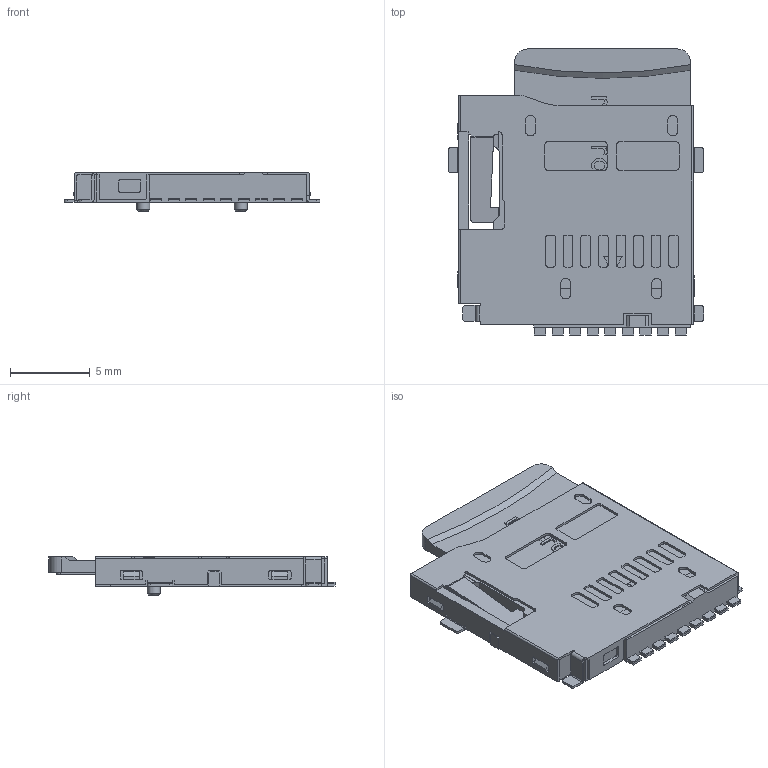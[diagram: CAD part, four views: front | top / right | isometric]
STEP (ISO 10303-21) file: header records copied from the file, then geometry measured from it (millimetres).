
FILE_DESCRIPTION(('FreeCAD Model'),'2;1');
FILE_NAME('Open CASCADE Shape Model','2022-01-17T21:22:22',('Author'),( ''),'Open CASCADE STEP processor 7.5','FreeCAD','Unknown');
FILE_SCHEMA(('AUTOMOTIVE_DESIGN { 1 0 10303 214 1 1 1 1 }'));
Length unit declared in the file: millimetre
Products named in the file (25): MOV_SD v6; micro sd v1; micro sd; sd (1); sd; slot (1); slot; COMPOUND017; COMPOUND; COMPOUND001; COMPOUND002; COMPOUND003; COMPOUND004; COMPOUND005; COMPOUND006; COMPOUND007; COMPOUND008; COMPOUND009; COMPOUND010; COMPOUND011; COMPOUND012; COMPOUND013; COMPOUND014; COMPOUND015; COMPOUND016
Assembly tree (24 placements, depth 5):
  MOV_SD v6
    micro sd v1
      micro sd
        sd (1)
          sd
        slot (1)
          slot
    COMPOUND017
      COMPOUND
      COMPOUND001
      COMPOUND002
      COMPOUND003
      COMPOUND004
      COMPOUND005
      COMPOUND006
      COMPOUND007
      COMPOUND008
      COMPOUND009
      COMPOUND010
      COMPOUND011
      COMPOUND012
      COMPOUND013
      COMPOUND014
      COMPOUND015
      COMPOUND016
Bounding box: 16 x 17.9 x 2.44 mm (x, y, z)
Volume: 341.7 mm3; surface area: 1232.3 mm2
Topology: 19 solids, 19 shells, 1234 faces, 3488 edges, 2317 vertices
Faces by surface type: plane 1064, cylinder 167, cone 3
Full cylindrical faces by diameter (mm): 0.8 x2
Entity records: 40129 total; most frequent: CARTESIAN_POINT 7088, ORIENTED_EDGE 6976, DIRECTION 6345, EDGE_CURVE 3488, LINE 3145, VECTOR 3145, VERTEX_POINT 2317, AXIS2_PLACEMENT_3D 1600
